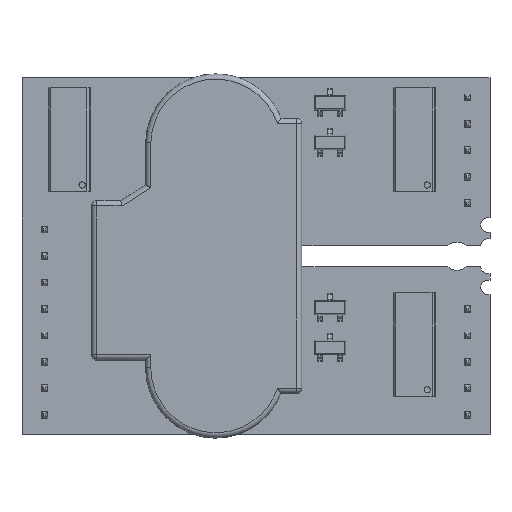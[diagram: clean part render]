
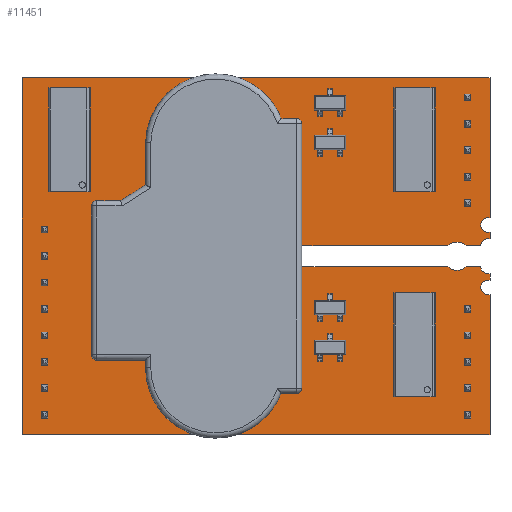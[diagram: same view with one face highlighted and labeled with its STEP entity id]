
A CAD part, top view. The second image highlights one B-rep face of the part: STEP entity #11451.
In plain terms, the highlighted planar face has unit normal (0, 0, 1).
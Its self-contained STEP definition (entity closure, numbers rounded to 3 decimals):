
#1446=LINE($,#18747,#2788);
#1449=LINE($,#18753,#2791);
#1453=LINE($,#18765,#2795);
#1457=LINE($,#18777,#2799);
#1461=LINE($,#18789,#2803);
#1465=LINE($,#18801,#2807);
#1469=LINE($,#18813,#2811);
#1473=LINE($,#18825,#2815);
#1477=LINE($,#18837,#2819);
#1480=LINE($,#18843,#2822);
#1484=LINE($,#18855,#2826);
#1488=LINE($,#18867,#2830);
#1491=LINE($,#18873,#2833);
#1494=LINE($,#18879,#2836);
#1498=LINE($,#18889,#2840);
#2788=VECTOR($,#15200,24.839);
#2791=VECTOR($,#15205,13.482);
#2795=VECTOR($,#15217,0.642);
#2799=VECTOR($,#15229,1.369);
#2803=VECTOR($,#15241,16.868);
#2807=VECTOR($,#15253,16.865);
#2811=VECTOR($,#15265,1.364);
#2815=VECTOR($,#15277,0.642);
#2819=VECTOR($,#15289,13.462);
#2822=VECTOR($,#15294,24.861);
#2826=VECTOR($,#15306,0.642);
#2830=VECTOR($,#15318,16.739);
#2833=VECTOR($,#15323,34.29);
#2836=VECTOR($,#15328,16.759);
#2840=VECTOR($,#15340,0.642);
#3460=PLANE($,#12369);
#4247=FACE_OUTER_BOUND($,#5034,.T.);
#5034=EDGE_LOOP($,(#10627,#10628,#10629,#10630,#10631,#10632,#10633,#10634,
#10635,#10636,#10637,#10638,#10639,#10640,#10641,#10642,#10643,#10644,#10645,
#10646,#10647,#10648,#10649,#10650,#10651,#10652));
#5135=CIRCLE($,#12323,0.705);
#5137=CIRCLE($,#12328,0.704);
#5139=CIRCLE($,#12332,0.702);
#5141=CIRCLE($,#12336,1.369);
#5143=CIRCLE($,#12340,1.001);
#5145=CIRCLE($,#12344,1.337);
#5147=CIRCLE($,#12348,0.704);
#5149=CIRCLE($,#12352,0.704);
#5151=CIRCLE($,#12357,0.704);
#5153=CIRCLE($,#12361,0.705);
#5155=CIRCLE($,#12367,0.705);
#6069=VERTEX_POINT($,#18738);
#6070=VERTEX_POINT($,#18740);
#6072=VERTEX_POINT($,#18746);
#6074=VERTEX_POINT($,#18752);
#6076=VERTEX_POINT($,#18758);
#6078=VERTEX_POINT($,#18764);
#6080=VERTEX_POINT($,#18770);
#6082=VERTEX_POINT($,#18776);
#6084=VERTEX_POINT($,#18782);
#6086=VERTEX_POINT($,#18788);
#6088=VERTEX_POINT($,#18794);
#6090=VERTEX_POINT($,#18800);
#6092=VERTEX_POINT($,#18806);
#6094=VERTEX_POINT($,#18812);
#6096=VERTEX_POINT($,#18818);
#6098=VERTEX_POINT($,#18824);
#6100=VERTEX_POINT($,#18830);
#6102=VERTEX_POINT($,#18836);
#6104=VERTEX_POINT($,#18842);
#6106=VERTEX_POINT($,#18848);
#6108=VERTEX_POINT($,#18854);
#6110=VERTEX_POINT($,#18860);
#6112=VERTEX_POINT($,#18866);
#6114=VERTEX_POINT($,#18872);
#6116=VERTEX_POINT($,#18878);
#6118=VERTEX_POINT($,#18884);
#7563=EDGE_CURVE($,#6070,#6069,#5135,.T.);
#7566=EDGE_CURVE($,#6072,#6070,#1446,.T.);
#7569=EDGE_CURVE($,#6074,#6072,#1449,.T.);
#7572=EDGE_CURVE($,#6076,#6074,#5137,.T.);
#7575=EDGE_CURVE($,#6078,#6076,#1453,.T.);
#7578=EDGE_CURVE($,#6080,#6078,#5139,.T.);
#7581=EDGE_CURVE($,#6082,#6080,#1457,.T.);
#7584=EDGE_CURVE($,#6084,#6082,#5141,.T.);
#7587=EDGE_CURVE($,#6086,#6084,#1461,.T.);
#7590=EDGE_CURVE($,#6088,#6086,#5143,.T.);
#7593=EDGE_CURVE($,#6090,#6088,#1465,.T.);
#7596=EDGE_CURVE($,#6092,#6090,#5145,.T.);
#7599=EDGE_CURVE($,#6094,#6092,#1469,.T.);
#7602=EDGE_CURVE($,#6096,#6094,#5147,.T.);
#7605=EDGE_CURVE($,#6098,#6096,#1473,.T.);
#7608=EDGE_CURVE($,#6100,#6098,#5149,.T.);
#7611=EDGE_CURVE($,#6102,#6100,#1477,.T.);
#7614=EDGE_CURVE($,#6104,#6102,#1480,.T.);
#7617=EDGE_CURVE($,#6106,#6104,#5151,.T.);
#7620=EDGE_CURVE($,#6108,#6106,#1484,.T.);
#7623=EDGE_CURVE($,#6110,#6108,#5153,.T.);
#7626=EDGE_CURVE($,#6112,#6110,#1488,.T.);
#7629=EDGE_CURVE($,#6114,#6112,#1491,.T.);
#7632=EDGE_CURVE($,#6116,#6114,#1494,.T.);
#7635=EDGE_CURVE($,#6118,#6116,#5155,.T.);
#7638=EDGE_CURVE($,#6069,#6118,#1498,.T.);
#10627=ORIENTED_EDGE($,*,*,#7638,.T.);
#10628=ORIENTED_EDGE($,*,*,#7635,.T.);
#10629=ORIENTED_EDGE($,*,*,#7632,.T.);
#10630=ORIENTED_EDGE($,*,*,#7629,.T.);
#10631=ORIENTED_EDGE($,*,*,#7626,.T.);
#10632=ORIENTED_EDGE($,*,*,#7623,.T.);
#10633=ORIENTED_EDGE($,*,*,#7620,.T.);
#10634=ORIENTED_EDGE($,*,*,#7617,.T.);
#10635=ORIENTED_EDGE($,*,*,#7614,.T.);
#10636=ORIENTED_EDGE($,*,*,#7611,.T.);
#10637=ORIENTED_EDGE($,*,*,#7608,.T.);
#10638=ORIENTED_EDGE($,*,*,#7605,.T.);
#10639=ORIENTED_EDGE($,*,*,#7602,.T.);
#10640=ORIENTED_EDGE($,*,*,#7599,.T.);
#10641=ORIENTED_EDGE($,*,*,#7596,.T.);
#10642=ORIENTED_EDGE($,*,*,#7593,.T.);
#10643=ORIENTED_EDGE($,*,*,#7590,.T.);
#10644=ORIENTED_EDGE($,*,*,#7587,.T.);
#10645=ORIENTED_EDGE($,*,*,#7584,.T.);
#10646=ORIENTED_EDGE($,*,*,#7581,.T.);
#10647=ORIENTED_EDGE($,*,*,#7578,.T.);
#10648=ORIENTED_EDGE($,*,*,#7575,.T.);
#10649=ORIENTED_EDGE($,*,*,#7572,.T.);
#10650=ORIENTED_EDGE($,*,*,#7569,.T.);
#10651=ORIENTED_EDGE($,*,*,#7566,.T.);
#10652=ORIENTED_EDGE($,*,*,#7563,.T.);
#11451=ADVANCED_FACE($,(#4247),#3460,.T.);
#12323=AXIS2_PLACEMENT_3D($,#18741,#15194,#15195);
#12328=AXIS2_PLACEMENT_3D($,#18759,#15211,#15212);
#12332=AXIS2_PLACEMENT_3D($,#18771,#15223,#15224);
#12336=AXIS2_PLACEMENT_3D($,#18783,#15235,#15236);
#12340=AXIS2_PLACEMENT_3D($,#18795,#15247,#15248);
#12344=AXIS2_PLACEMENT_3D($,#18807,#15259,#15260);
#12348=AXIS2_PLACEMENT_3D($,#18819,#15271,#15272);
#12352=AXIS2_PLACEMENT_3D($,#18831,#15283,#15284);
#12357=AXIS2_PLACEMENT_3D($,#18849,#15300,#15301);
#12361=AXIS2_PLACEMENT_3D($,#18861,#15312,#15313);
#12367=AXIS2_PLACEMENT_3D($,#18885,#15334,#15335);
#12369=AXIS2_PLACEMENT_3D($,#18890,#15341,#15342);
#15194=DIRECTION('center_axis',(0.,0.,-1.));
#15195=DIRECTION('ref_axis',(0.965,0.263,0.));
#15200=DIRECTION($,(-1.,0.,0.));
#15205=DIRECTION($,(0.,1.,0.));
#15211=DIRECTION('center_axis',(0.,0.,-1.));
#15212=DIRECTION('ref_axis',(0.264,-0.964,0.));
#15217=DIRECTION($,(0.,1.,0.));
#15223=DIRECTION('center_axis',(0.,0.,-1.));
#15224=DIRECTION('ref_axis',(-1.,0.02,0.));
#15229=DIRECTION($,(1.,0.,0.));
#15235=DIRECTION('center_axis',(0.,0.,-1.));
#15236=DIRECTION('ref_axis',(-0.666,0.746,0.));
#15241=DIRECTION($,(1.,0.,0.));
#15247=DIRECTION('center_axis',(0.,0.,-1.));
#15248=DIRECTION('ref_axis',(-0.001,-1.,0.));
#15253=DIRECTION($,(-1.,0.,0.));
#15259=DIRECTION('center_axis',(0.,0.,-1.));
#15260=DIRECTION('ref_axis',(0.684,-0.729,0.));
#15265=DIRECTION($,(-1.,0.,0.));
#15271=DIRECTION('center_axis',(0.,0.,-1.));
#15272=DIRECTION('ref_axis',(0.272,-0.962,0.));
#15277=DIRECTION($,(0.,1.,0.));
#15283=DIRECTION('center_axis',(0.,0.,-1.));
#15284=DIRECTION('ref_axis',(0.264,-0.964,0.));
#15289=DIRECTION($,(0.,1.,0.));
#15294=DIRECTION($,(1.,0.,0.));
#15300=DIRECTION('center_axis',(0.,0.,-1.));
#15301=DIRECTION('ref_axis',(-0.964,-0.264,0.));
#15306=DIRECTION($,(1.,0.,0.));
#15312=DIRECTION('center_axis',(0.,0.,-1.));
#15313=DIRECTION('ref_axis',(-0.963,-0.27,0.));
#15318=DIRECTION($,(1.,0.,0.));
#15323=DIRECTION($,(0.,-1.,0.));
#15328=DIRECTION($,(-1.,0.,0.));
#15334=DIRECTION('center_axis',(0.,0.,-1.));
#15335=DIRECTION('ref_axis',(0.963,0.27,0.));
#15340=DIRECTION($,(-1.,0.,0.));
#15341=DIRECTION('center_axis',(0.,0.,1.));
#15342=DIRECTION('ref_axis',(1.,0.,0.));
#18738=CARTESIAN_POINT('',(-3.72,17.145,4.148));
#18740=CARTESIAN_POINT('',(-2.36,17.145,4.148));
#18741=CARTESIAN_POINT('Origin',(-3.04,16.96,4.148));
#18746=CARTESIAN_POINT('',(22.479,17.145,4.148));
#18747=CARTESIAN_POINT($,(22.479,17.145,4.148));
#18752=CARTESIAN_POINT('',(22.479,3.663,4.148));
#18753=CARTESIAN_POINT($,(22.479,3.663,4.148));
#18758=CARTESIAN_POINT('',(22.479,2.305,4.148));
#18759=CARTESIAN_POINT('Origin',(22.293,2.984,4.148));
#18764=CARTESIAN_POINT('',(22.479,1.663,4.148));
#18765=CARTESIAN_POINT($,(22.479,1.663,4.148));
#18770=CARTESIAN_POINT('',(21.585,1.002,4.148));
#18771=CARTESIAN_POINT('Origin',(22.287,0.987,4.148));
#18776=CARTESIAN_POINT('',(20.216,1.002,4.148));
#18777=CARTESIAN_POINT($,(20.216,1.002,4.148));
#18782=CARTESIAN_POINT('',(18.392,1.002,4.148));
#18783=CARTESIAN_POINT('Origin',(19.304,-0.019,4.148));
#18788=CARTESIAN_POINT('',(1.524,1.002,4.148));
#18789=CARTESIAN_POINT($,(1.524,1.002,4.148));
#18794=CARTESIAN_POINT('',(1.524,-1.,4.148));
#18795=CARTESIAN_POINT('Origin',(1.525,0.001,
4.148));
#18800=CARTESIAN_POINT('',(18.389,-0.999,4.148));
#18801=CARTESIAN_POINT($,(18.389,-0.999,4.148));
#18806=CARTESIAN_POINT('',(20.219,-0.999,4.148));
#18807=CARTESIAN_POINT('Origin',(19.304,-0.024,4.148));
#18812=CARTESIAN_POINT('',(21.584,-0.999,4.148));
#18813=CARTESIAN_POINT($,(21.584,-0.999,4.148));
#18818=CARTESIAN_POINT('',(22.479,-1.683,4.148));
#18819=CARTESIAN_POINT('Origin',(22.288,-1.005,4.148));
#18824=CARTESIAN_POINT('',(22.479,-2.325,4.148));
#18825=CARTESIAN_POINT($,(22.479,-2.325,4.148));
#18830=CARTESIAN_POINT('',(22.479,-3.683,4.148));
#18831=CARTESIAN_POINT('Origin',(22.293,-3.004,4.148));
#18836=CARTESIAN_POINT('',(22.479,-17.145,4.148));
#18837=CARTESIAN_POINT($,(22.479,-17.145,4.148));
#18842=CARTESIAN_POINT('',(-2.382,-17.145,4.148));
#18843=CARTESIAN_POINT($,(-2.382,-17.145,4.148));
#18848=CARTESIAN_POINT('',(-3.74,-17.145,4.148));
#18849=CARTESIAN_POINT('Origin',(-3.061,-16.959,4.148));
#18854=CARTESIAN_POINT('',(-4.382,-17.145,4.148));
#18855=CARTESIAN_POINT($,(-4.382,-17.145,4.148));
#18860=CARTESIAN_POINT('',(-5.74,-17.145,4.148));
#18861=CARTESIAN_POINT('Origin',(-5.061,-16.954,4.148));
#18866=CARTESIAN_POINT('',(-22.479,-17.145,4.148));
#18867=CARTESIAN_POINT($,(-22.479,-17.145,4.148));
#18872=CARTESIAN_POINT('',(-22.479,17.145,4.148));
#18873=CARTESIAN_POINT($,(-22.479,17.145,4.148));
#18878=CARTESIAN_POINT('',(-5.72,17.145,4.148));
#18879=CARTESIAN_POINT($,(-5.72,17.145,4.148));
#18884=CARTESIAN_POINT('',(-4.362,17.145,4.148));
#18885=CARTESIAN_POINT('Origin',(-5.041,16.954,4.148));
#18889=CARTESIAN_POINT($,(-3.72,17.145,4.148));
#18890=CARTESIAN_POINT('Origin',(2.149,0.,
4.148));
